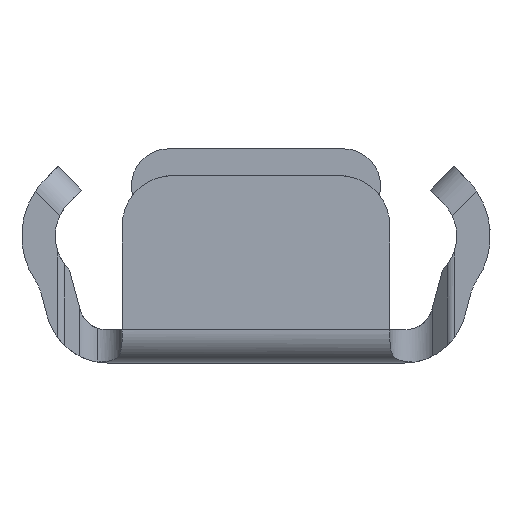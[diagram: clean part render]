
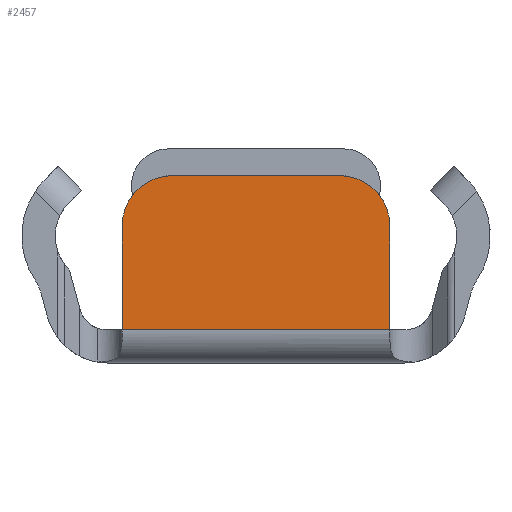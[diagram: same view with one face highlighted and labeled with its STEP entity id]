
A CAD part, left-side view. The second image highlights one B-rep face of the part: STEP entity #2457.
In plain terms, the highlighted planar face has unit normal (-1, 0, 0).
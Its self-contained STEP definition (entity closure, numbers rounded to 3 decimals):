
#51 = EDGE_LOOP ( 'NONE', ( #1481, #3390, #1887, #2244, #5198, #5710 ) ) ;
#88 = VERTEX_POINT ( 'NONE', #4484 ) ;
#290 = CARTESIAN_POINT ( 'NONE',  ( 0., -4.404, 1. ) ) ;
#586 = LINE ( 'NONE', #5673, #4389 ) ;
#588 = VERTEX_POINT ( 'NONE', #5785 ) ;
#619 = DIRECTION ( 'NONE',  ( 1., 0., 0. ) ) ;
#621 = AXIS2_PLACEMENT_3D ( 'NONE', #2223, #619, #1671 ) ;
#1168 = VERTEX_POINT ( 'NONE', #5425 ) ;
#1274 = VECTOR ( 'NONE', #3301, 1000. ) ;
#1481 = ORIENTED_EDGE ( 'NONE', *, *, #2227, .T. ) ;
#1552 = EDGE_CURVE ( 'NONE', #5174, #588, #3908, .T. ) ;
#1563 = DIRECTION ( 'NONE',  ( 0., 0., 1. ) ) ;
#1581 = CARTESIAN_POINT ( 'NONE',  ( 0., -4., 4.1 ) ) ;
#1671 = DIRECTION ( 'NONE',  ( 0., 0., -1. ) ) ;
#1687 = DIRECTION ( 'NONE',  ( 0., 0., 1. ) ) ;
#1712 = DIRECTION ( 'NONE',  ( 0., 1., 0. ) ) ;
#1773 = CARTESIAN_POINT ( 'NONE',  ( 0., 4., 4.1 ) ) ;
#1859 = CARTESIAN_POINT ( 'NONE',  ( 0., 4., 1. ) ) ;
#1887 = ORIENTED_EDGE ( 'NONE', *, *, #2971, .T. ) ;
#2069 = DIRECTION ( 'NONE',  ( -1., 0., 0. ) ) ;
#2223 = CARTESIAN_POINT ( 'NONE',  ( 0., -4.404, 1.9 ) ) ;
#2227 = EDGE_CURVE ( 'NONE', #4215, #5174, #4217, .T. ) ;
#2244 = ORIENTED_EDGE ( 'NONE', *, *, #2903, .T. ) ;
#2304 = EDGE_CURVE ( 'NONE', #1168, #4215, #6430, .T. ) ;
#2360 = CIRCLE ( 'NONE', #5460, 1.5 ) ;
#2457 = ADVANCED_FACE ( 'NONE', ( #4258 ), #3799, .F. ) ;
#2568 = VECTOR ( 'NONE', #2736, 1000. ) ;
#2670 = CARTESIAN_POINT ( 'NONE',  ( 0., 4., 4.1 ) ) ;
#2736 = DIRECTION ( 'NONE',  ( 0., 0., -1. ) ) ;
#2903 = EDGE_CURVE ( 'NONE', #3154, #88, #2360, .T. ) ;
#2971 = EDGE_CURVE ( 'NONE', #588, #3154, #5646, .T. ) ;
#2976 = VECTOR ( 'NONE', #3812, 1000. ) ;
#3154 = VERTEX_POINT ( 'NONE', #6014 ) ;
#3207 = AXIS2_PLACEMENT_3D ( 'NONE', #3484, #6107, #1563 ) ;
#3301 = DIRECTION ( 'NONE',  ( 0., 0., 1. ) ) ;
#3390 = ORIENTED_EDGE ( 'NONE', *, *, #1552, .T. ) ;
#3484 = CARTESIAN_POINT ( 'NONE',  ( 0., 2.5, 4.1 ) ) ;
#3799 = PLANE ( 'NONE',  #621 ) ;
#3812 = DIRECTION ( 'NONE',  ( 0., -1., 0. ) ) ;
#3908 = LINE ( 'NONE', #290, #2976 ) ;
#4215 = VERTEX_POINT ( 'NONE', #1773 ) ;
#4217 = LINE ( 'NONE', #2670, #2568 ) ;
#4243 = CARTESIAN_POINT ( 'NONE',  ( 0., -2.5, 4.1 ) ) ;
#4258 = FACE_OUTER_BOUND ( 'NONE', #51, .T. ) ;
#4389 = VECTOR ( 'NONE', #1712, 1000. ) ;
#4484 = CARTESIAN_POINT ( 'NONE',  ( 0., -2.5, 5.6 ) ) ;
#5174 = VERTEX_POINT ( 'NONE', #1859 ) ;
#5198 = ORIENTED_EDGE ( 'NONE', *, *, #5521, .T. ) ;
#5425 = CARTESIAN_POINT ( 'NONE',  ( 0., 2.5, 5.6 ) ) ;
#5460 = AXIS2_PLACEMENT_3D ( 'NONE', #4243, #2069, #1687 ) ;
#5521 = EDGE_CURVE ( 'NONE', #88, #1168, #586, .T. ) ;
#5646 = LINE ( 'NONE', #1581, #1274 ) ;
#5673 = CARTESIAN_POINT ( 'NONE',  ( 0., 0., 5.6 ) ) ;
#5710 = ORIENTED_EDGE ( 'NONE', *, *, #2304, .T. ) ;
#5785 = CARTESIAN_POINT ( 'NONE',  ( 0., -4., 1. ) ) ;
#6014 = CARTESIAN_POINT ( 'NONE',  ( 0., -4., 4.1 ) ) ;
#6107 = DIRECTION ( 'NONE',  ( -1., 0., 0. ) ) ;
#6430 = CIRCLE ( 'NONE', #3207, 1.5 ) ;
